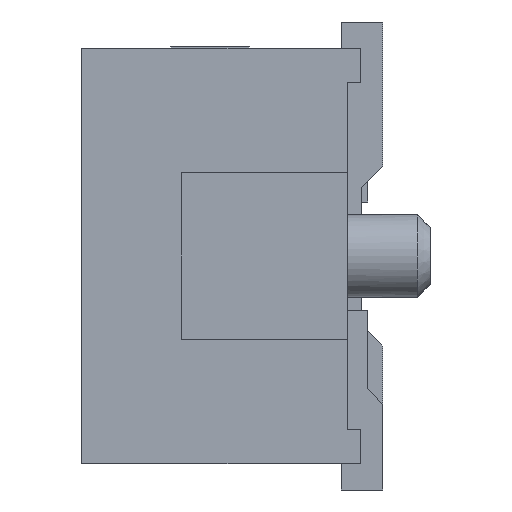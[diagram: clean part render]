
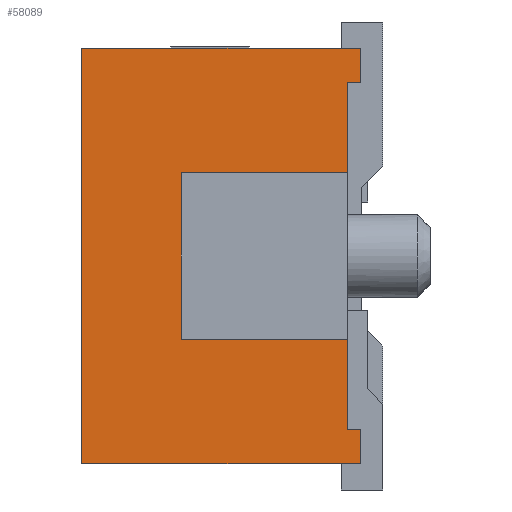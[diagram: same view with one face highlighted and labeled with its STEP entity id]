
A CAD part, left-side view. The second image highlights one B-rep face of the part: STEP entity #58089.
In plain terms, the highlighted planar face has unit normal (-1, 0, 0).
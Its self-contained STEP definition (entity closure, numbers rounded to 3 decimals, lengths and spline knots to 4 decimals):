
#1051=DIRECTION('',(0.,0.,1.));
#1052=VECTOR('',#1051,1.385);
#1053=CARTESIAN_POINT('',(-25.65,0.,-2.655));
#1054=LINE('',#1053,#1052);
#1055=DIRECTION('',(0.,1.,0.));
#1056=VECTOR('',#1055,0.2);
#1057=CARTESIAN_POINT('',(-25.65,-0.2,-2.655));
#1058=LINE('',#1057,#1056);
#1059=DIRECTION('',(0.,0.,1.));
#1060=VECTOR('',#1059,0.52);
#1061=CARTESIAN_POINT('',(-25.65,-0.2,-3.175));
#1062=LINE('',#1061,#1060);
#1063=DIRECTION('',(0.,-1.,0.));
#1064=VECTOR('',#1063,4.26);
#1065=CARTESIAN_POINT('',(-25.65,4.06,-3.175));
#1066=LINE('',#1065,#1064);
#1067=DIRECTION('',(0.,0.,-1.));
#1068=VECTOR('',#1067,6.35);
#1069=CARTESIAN_POINT('',(-25.65,4.06,3.175));
#1070=LINE('',#1069,#1068);
#1071=DIRECTION('',(0.,1.,0.));
#1072=VECTOR('',#1071,4.26);
#1073=CARTESIAN_POINT('',(-25.65,-0.2,3.175));
#1074=LINE('',#1073,#1072);
#1075=DIRECTION('',(0.,0.,1.));
#1076=VECTOR('',#1075,0.52);
#1077=CARTESIAN_POINT('',(-25.65,-0.2,2.655));
#1078=LINE('',#1077,#1076);
#1079=DIRECTION('',(0.,-1.,0.));
#1080=VECTOR('',#1079,0.2);
#1081=CARTESIAN_POINT('',(-25.65,0.,2.655));
#1082=LINE('',#1081,#1080);
#1083=DIRECTION('',(0.,0.,1.));
#1084=VECTOR('',#1083,1.385);
#1085=CARTESIAN_POINT('',(-25.65,0.,1.27));
#1086=LINE('',#1085,#1084);
#41344=DIRECTION('',(0.,1.,0.));
#41345=VECTOR('',#41344,2.54);
#41346=CARTESIAN_POINT('',(-25.65,0.,1.27));
#41347=LINE('',#41346,#41345);
#41427=DIRECTION('',(0.,-1.,0.));
#41428=VECTOR('',#41427,2.54);
#41429=CARTESIAN_POINT('',(-25.65,2.54,-1.27));
#41430=LINE('',#41429,#41428);
#41439=DIRECTION('',(0.,0.,1.));
#41440=VECTOR('',#41439,2.54);
#41441=CARTESIAN_POINT('',(-25.65,2.54,-1.27));
#41442=LINE('',#41441,#41440);
#41463=CARTESIAN_POINT('',(-25.65,0.,2.655));
#41464=VERTEX_POINT('',#41463);
#41465=CARTESIAN_POINT('',(-25.65,0.,1.27));
#41466=VERTEX_POINT('',#41465);
#41479=CARTESIAN_POINT('',(-25.65,0.,-1.27));
#41480=VERTEX_POINT('',#41479);
#41481=CARTESIAN_POINT('',(-25.65,0.,-2.655));
#41482=VERTEX_POINT('',#41481);
#44715=CARTESIAN_POINT('',(-25.65,4.06,-3.175));
#44717=VERTEX_POINT('',#44715);
#44721=CARTESIAN_POINT('',(-25.65,4.06,3.175));
#44722=VERTEX_POINT('',#44721);
#46953=CARTESIAN_POINT('',(-25.65,-0.2,-3.175));
#46954=VERTEX_POINT('',#46953);
#47061=CARTESIAN_POINT('',(-25.65,-0.2,3.175));
#47062=VERTEX_POINT('',#47061);
#48893=CARTESIAN_POINT('',(-25.65,-0.2,2.655));
#48894=VERTEX_POINT('',#48893);
#49643=CARTESIAN_POINT('',(-25.65,-0.2,-2.655));
#49644=VERTEX_POINT('',#49643);
#54561=CARTESIAN_POINT('',(-25.65,2.54,1.27));
#54562=VERTEX_POINT('',#54561);
#54563=CARTESIAN_POINT('',(-25.65,2.54,-1.27));
#54564=VERTEX_POINT('',#54563);
#58063=CARTESIAN_POINT('',(-25.65,1.93,0.));
#58064=DIRECTION('',(1.,0.,0.));
#58065=DIRECTION('',(0.,0.,1.));
#58066=AXIS2_PLACEMENT_3D('',#58063,#58064,#58065);
#58067=PLANE('',#58066);
#58068=ORIENTED_EDGE('',*,*,#57529,.F.);
#58070=ORIENTED_EDGE('',*,*,#58069,.F.);
#58072=ORIENTED_EDGE('',*,*,#58071,.F.);
#58073=ORIENTED_EDGE('',*,*,#57454,.F.);
#58074=ORIENTED_EDGE('',*,*,#54888,.F.);
#58076=ORIENTED_EDGE('',*,*,#58075,.F.);
#58078=ORIENTED_EDGE('',*,*,#58077,.F.);
#58079=ORIENTED_EDGE('',*,*,#58054,.F.);
#58080=ORIENTED_EDGE('',*,*,#57545,.F.);
#58082=ORIENTED_EDGE('',*,*,#58081,.T.);
#58084=ORIENTED_EDGE('',*,*,#58083,.F.);
#58086=ORIENTED_EDGE('',*,*,#58085,.T.);
#58087=EDGE_LOOP('',(#58068,#58070,#58072,#58073,#58074,#58076,#58078,#58079,
#58080,#58082,#58084,#58086));
#58088=FACE_OUTER_BOUND('',#58087,.F.);
#58089=ADVANCED_FACE('',(#58088),#58067,.F.);
#54888=EDGE_CURVE('',#44722,#44717,#1070,.T.);
#57454=EDGE_CURVE('',#44717,#46954,#1066,.T.);
#57529=EDGE_CURVE('',#41482,#41480,#1054,.T.);
#57545=EDGE_CURVE('',#41466,#41464,#1086,.T.);
#58054=EDGE_CURVE('',#41464,#48894,#1082,.T.);
#58069=EDGE_CURVE('',#49644,#41482,#1058,.T.);
#58071=EDGE_CURVE('',#46954,#49644,#1062,.T.);
#58075=EDGE_CURVE('',#47062,#44722,#1074,.T.);
#58077=EDGE_CURVE('',#48894,#47062,#1078,.T.);
#58081=EDGE_CURVE('',#41466,#54562,#41347,.T.);
#58083=EDGE_CURVE('',#54564,#54562,#41442,.T.);
#58085=EDGE_CURVE('',#54564,#41480,#41430,.T.);
